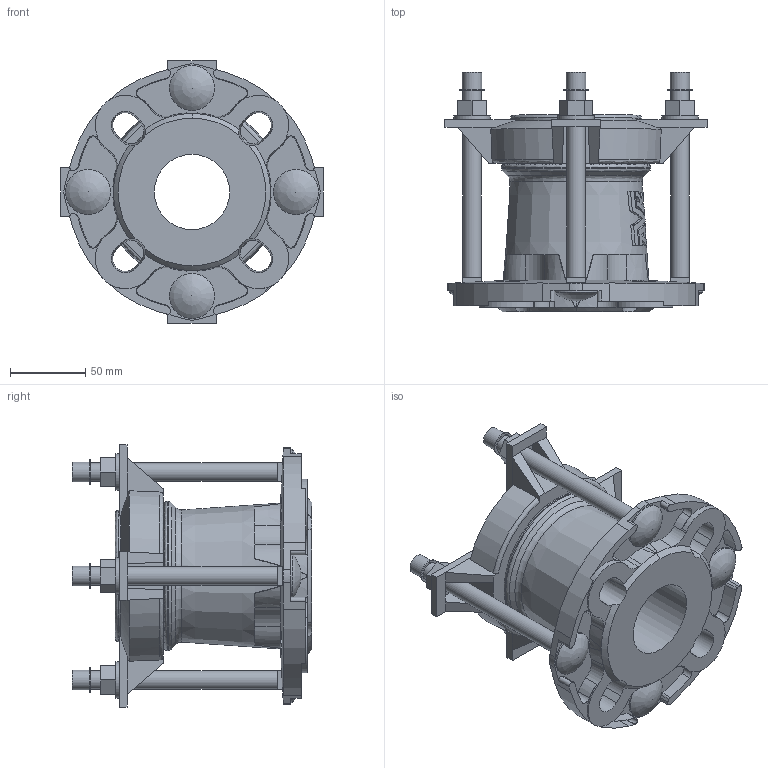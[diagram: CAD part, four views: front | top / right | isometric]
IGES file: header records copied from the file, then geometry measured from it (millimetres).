
Start section: SolidWorks IGES file using analytic representation for surfaces
Global section: file name: O_603_A_DN050_057-074mm_IGS.IGS; native system: SolidWorks 2012; preprocessor: SolidWorks 2012; author: wizh; date: 150624.171657; units: millimetre
Bounding box: 174 x 159 x 174 mm (x, y, z)
Surface area: 157419.9 mm2 (no closed solid volume)
Topology: 0 solids, 0 shells, 403 faces, 2370 edges, 2312 vertices
Faces by surface type: bspline 227, revolution 176
